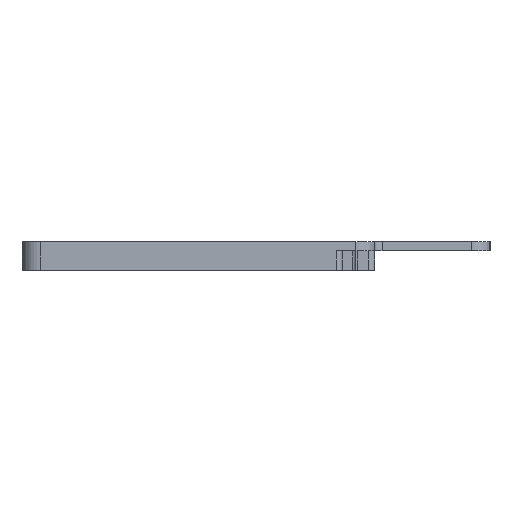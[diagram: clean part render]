
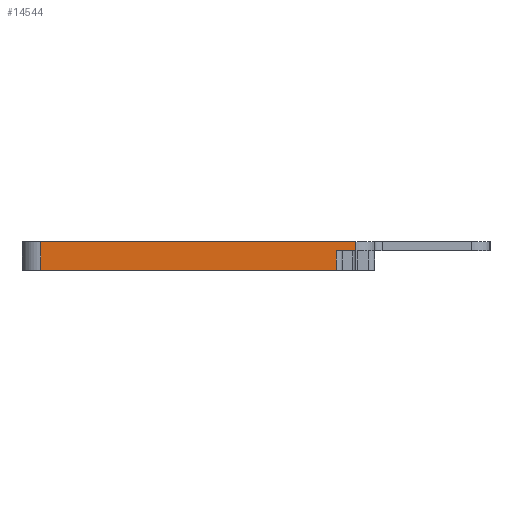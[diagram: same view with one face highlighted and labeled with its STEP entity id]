
A CAD part, left-side view. The second image highlights one B-rep face of the part: STEP entity #14544.
In plain terms, the highlighted planar face has unit normal (-1, 0, 0).
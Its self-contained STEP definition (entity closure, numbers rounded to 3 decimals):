
#253=PLANE('',#15925);
#827=FACE_OUTER_BOUND('',#1594,.T.);
#1594=EDGE_LOOP('',(#11916,#11917,#11918,#11919,#11920,#11921));
#1996=LINE('',#21243,#3374);
#2873=LINE('',#24157,#4251);
#2874=LINE('',#24160,#4252);
#2875=LINE('',#24162,#4253);
#2876=LINE('',#24164,#4254);
#2877=LINE('',#24165,#4255);
#3374=VECTOR('',#16647,10.);
#4251=VECTOR('',#19534,10.);
#4252=VECTOR('',#19537,10.);
#4253=VECTOR('',#19538,10.);
#4254=VECTOR('',#19539,10.);
#4255=VECTOR('',#19540,10.);
#5644=VERTEX_POINT('',#21240);
#5645=VERTEX_POINT('',#21242);
#6677=VERTEX_POINT('',#24155);
#6678=VERTEX_POINT('',#24159);
#6679=VERTEX_POINT('',#24161);
#6680=VERTEX_POINT('',#24163);
#7136=EDGE_CURVE('',#5644,#5645,#1996,.T.);
#8596=EDGE_CURVE('',#6677,#5644,#2873,.T.);
#8597=EDGE_CURVE('',#6677,#6678,#2874,.T.);
#8598=EDGE_CURVE('',#6678,#6679,#2875,.T.);
#8599=EDGE_CURVE('',#6680,#6679,#2876,.T.);
#8600=EDGE_CURVE('',#5645,#6680,#2877,.T.);
#11916=ORIENTED_EDGE('',*,*,#8596,.F.);
#11917=ORIENTED_EDGE('',*,*,#8597,.T.);
#11918=ORIENTED_EDGE('',*,*,#8598,.T.);
#11919=ORIENTED_EDGE('',*,*,#8599,.F.);
#11920=ORIENTED_EDGE('',*,*,#8600,.F.);
#11921=ORIENTED_EDGE('',*,*,#7136,.F.);
#14544=ADVANCED_FACE('',(#827),#253,.T.);
#15925=AXIS2_PLACEMENT_3D('',#24158,#19535,#19536);
#16647=DIRECTION('',(0.,1.,0.));
#19534=DIRECTION('',(0.,0.,-1.));
#19535=DIRECTION('center_axis',(-1.,0.,0.));
#19536=DIRECTION('ref_axis',(0.,-1.,0.));
#19537=DIRECTION('',(0.,-1.,0.));
#19538=DIRECTION('',(0.,0.,1.));
#19539=DIRECTION('',(0.,-1.,0.));
#19540=DIRECTION('',(0.,0.,1.));
#21240=CARTESIAN_POINT('',(-105.363,-22.343,0.));
#21242=CARTESIAN_POINT('',(-105.363,26.466,0.));
#21243=CARTESIAN_POINT('',(-105.363,-25.634,0.));
#24155=CARTESIAN_POINT('',(-105.363,-22.343,3.25));
#24157=CARTESIAN_POINT('',(-105.363,-22.343,0.));
#24158=CARTESIAN_POINT('Origin',(-105.363,26.466,0.));
#24159=CARTESIAN_POINT('',(-105.363,-25.634,3.25));
#24160=CARTESIAN_POINT('',(-105.363,0.286,3.25));
#24161=CARTESIAN_POINT('',(-105.363,-25.634,4.75));
#24162=CARTESIAN_POINT('',(-105.363,-25.634,0.));
#24163=CARTESIAN_POINT('',(-105.363,26.466,4.75));
#24164=CARTESIAN_POINT('',(-105.363,-25.634,4.75));
#24165=CARTESIAN_POINT('',(-105.363,26.466,0.));
